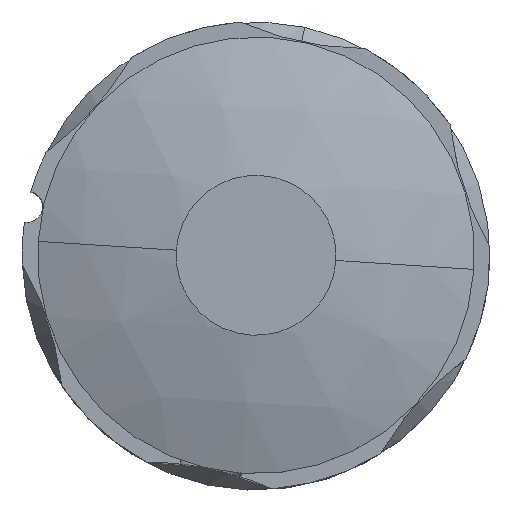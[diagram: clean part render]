
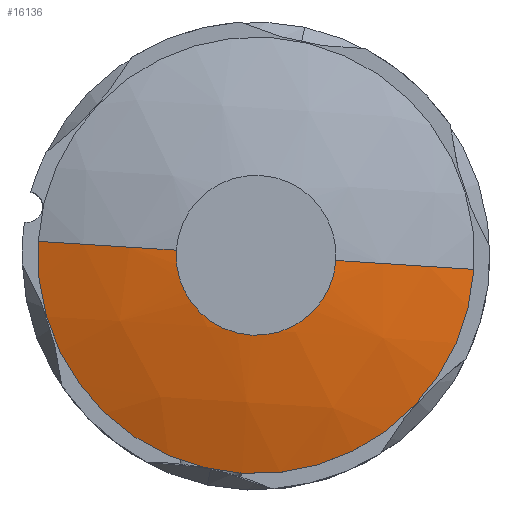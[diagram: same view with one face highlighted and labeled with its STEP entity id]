
A CAD part, top view. The second image highlights one B-rep face of the part: STEP entity #16136.
In plain terms, the highlighted spherical face has radius 20 mm.
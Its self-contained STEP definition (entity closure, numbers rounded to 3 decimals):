
#1187 = CIRCLE ( 'NONE', #5839, 20. ) ;
#1554 = DIRECTION ( 'NONE',  ( 0., -1., 0. ) ) ;
#2163 = ORIENTED_EDGE ( 'NONE', *, *, #14316, .F. ) ;
#2238 = CARTESIAN_POINT ( 'NONE',  ( 0., 0., 0. ) ) ;
#2307 = CIRCLE ( 'NONE', #6713, 7. ) ;
#2478 = VERTEX_POINT ( 'NONE', #4567 ) ;
#2619 = CARTESIAN_POINT ( 'NONE',  ( 0., 0., 0. ) ) ;
#2940 = CARTESIAN_POINT ( 'NONE',  ( -7., 18.735, 0. ) ) ;
#3166 = EDGE_CURVE ( 'NONE', #15427, #11513, #15371, .T. ) ;
#3247 = AXIS2_PLACEMENT_3D ( 'NONE', #3749, #14086, #16695 ) ;
#3526 = CARTESIAN_POINT ( 'NONE',  ( 0., 18.735, 7. ) ) ;
#3749 = CARTESIAN_POINT ( 'NONE',  ( 0., 19.835, 0. ) ) ;
#4567 = CARTESIAN_POINT ( 'NONE',  ( 7., 18.735, 0. ) ) ;
#4667 = CARTESIAN_POINT ( 'NONE',  ( 0., 18.735, 0. ) ) ;
#4956 = DIRECTION ( 'NONE',  ( 0., 0., -1. ) ) ;
#5164 = VERTEX_POINT ( 'NONE', #3526 ) ;
#5303 = SPHERICAL_SURFACE ( 'NONE', #15437, 20. ) ;
#5839 = AXIS2_PLACEMENT_3D ( 'NONE', #16221, #16110, #14924 ) ;
#6012 = DIRECTION ( 'NONE',  ( 0., 0., -1. ) ) ;
#6368 = DIRECTION ( 'NONE',  ( 0., 0., -1. ) ) ;
#6713 = AXIS2_PLACEMENT_3D ( 'NONE', #4667, #16327, #4956 ) ;
#6810 = AXIS2_PLACEMENT_3D ( 'NONE', #8816, #8867, #6368 ) ;
#7055 = ORIENTED_EDGE ( 'NONE', *, *, #11287, .T. ) ;
#7617 = CIRCLE ( 'NONE', #3247, 2.564 ) ;
#7880 = DIRECTION ( 'NONE',  ( 0., 0., 1. ) ) ;
#8290 = CARTESIAN_POINT ( 'NONE',  ( 2.564, 19.835, 0. ) ) ;
#8640 = ORIENTED_EDGE ( 'NONE', *, *, #3166, .T. ) ;
#8816 = CARTESIAN_POINT ( 'NONE',  ( 0., 18.735, 0. ) ) ;
#8867 = DIRECTION ( 'NONE',  ( 0., -1., 0. ) ) ;
#9943 = CIRCLE ( 'NONE', #6810, 7. ) ;
#10043 = DIRECTION ( 'NONE',  ( -1., 0., 0. ) ) ;
#10360 = VERTEX_POINT ( 'NONE', #8290 ) ;
#10970 = EDGE_CURVE ( 'NONE', #10360, #2478, #1187, .T. ) ;
#11002 = CARTESIAN_POINT ( 'NONE',  ( -2.564, 19.835, 0. ) ) ;
#11287 = EDGE_CURVE ( 'NONE', #10360, #15427, #7617, .T. ) ;
#11513 = VERTEX_POINT ( 'NONE', #2940 ) ;
#11562 = AXIS2_PLACEMENT_3D ( 'NONE', #2619, #7880, #1554 ) ;
#11744 = FACE_OUTER_BOUND ( 'NONE', #14222, .T. ) ;
#11948 = ORIENTED_EDGE ( 'NONE', *, *, #13773, .F. ) ;
#13773 = EDGE_CURVE ( 'NONE', #5164, #11513, #9943, .T. ) ;
#14086 = DIRECTION ( 'NONE',  ( 0., -1., 0. ) ) ;
#14222 = EDGE_LOOP ( 'NONE', ( #15871, #7055, #8640, #11948, #2163 ) ) ;
#14316 = EDGE_CURVE ( 'NONE', #2478, #5164, #2307, .T. ) ;
#14924 = DIRECTION ( 'NONE',  ( -1., 0., 0. ) ) ;
#15371 = CIRCLE ( 'NONE', #11562, 20. ) ;
#15427 = VERTEX_POINT ( 'NONE', #11002 ) ;
#15437 = AXIS2_PLACEMENT_3D ( 'NONE', #2238, #6012, #10043 ) ;
#15871 = ORIENTED_EDGE ( 'NONE', *, *, #10970, .F. ) ;
#16110 = DIRECTION ( 'NONE',  ( 0., 0., -1. ) ) ;
#16136 = ADVANCED_FACE ( 'NONE', ( #11744 ), #5303, .T. ) ;
#16221 = CARTESIAN_POINT ( 'NONE',  ( 0., 0., 0. ) ) ;
#16327 = DIRECTION ( 'NONE',  ( 0., -1., 0. ) ) ;
#16695 = DIRECTION ( 'NONE',  ( 0., 0., -1. ) ) ;
